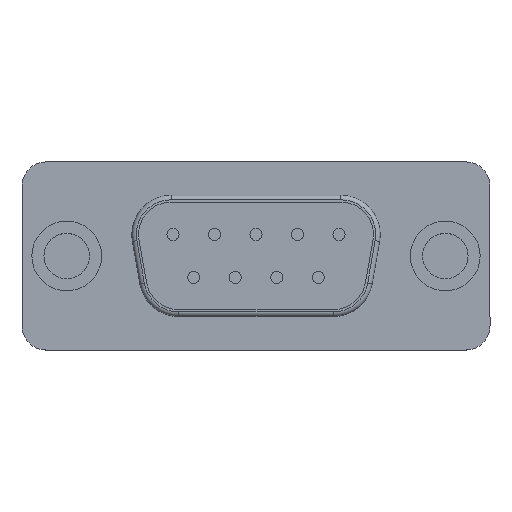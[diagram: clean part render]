
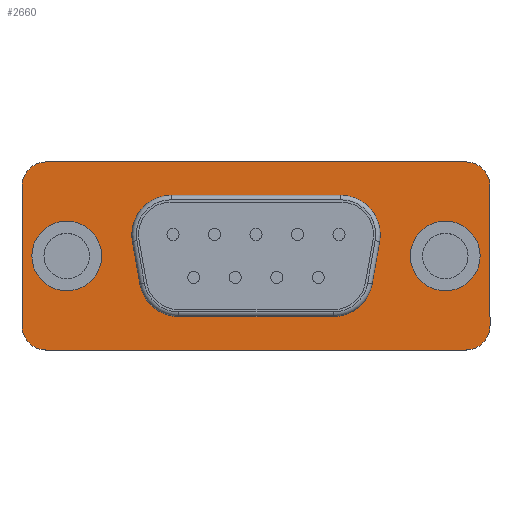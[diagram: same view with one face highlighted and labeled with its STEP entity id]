
A CAD part, top view. The second image highlights one B-rep face of the part: STEP entity #2660.
In plain terms, the highlighted planar face has unit normal (0, 0, 1).
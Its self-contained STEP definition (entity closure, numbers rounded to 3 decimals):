
#2254=CARTESIAN_POINT('',(13.995,0.,6.9));
#2255=VERTEX_POINT('',#2254);
#2264=CARTESIAN_POINT('',(10.995,0.,6.9));
#2265=VERTEX_POINT('',#2264);
#2266=CARTESIAN_POINT('',(12.495,0.,6.9));
#2267=DIRECTION('',(0.0,0.0,-1.0));
#2268=DIRECTION('',(1.0,0.0,0.0));
#2269=AXIS2_PLACEMENT_3D('',#2266,#2267,#2268);
#2270=CIRCLE('',#2269,1.5);
#2271=EDGE_CURVE('',#2265,#2255,#2270,.T.);
#2296=CARTESIAN_POINT('',(-10.995,0.,6.9));
#2297=VERTEX_POINT('',#2296);
#2306=CARTESIAN_POINT('',(-13.995,0.,6.9));
#2307=VERTEX_POINT('',#2306);
#2308=CARTESIAN_POINT('',(-12.495,0.,6.9));
#2309=DIRECTION('',(0.0,0.0,-1.0));
#2310=DIRECTION('',(1.0,0.0,0.0));
#2311=AXIS2_PLACEMENT_3D('',#2308,#2309,#2310);
#2312=CIRCLE('',#2311,1.5);
#2313=EDGE_CURVE('',#2307,#2297,#2312,.T.);
#2347=CARTESIAN_POINT('',(-12.495,0.,6.9));
#2348=DIRECTION('',(0.0,0.0,-1.0));
#2349=DIRECTION('',(1.0,0.0,0.0));
#2350=AXIS2_PLACEMENT_3D('',#2347,#2348,#2349);
#2351=CIRCLE('',#2350,1.5);
#2352=EDGE_CURVE('',#2297,#2307,#2351,.T.);
#2371=CARTESIAN_POINT('',(12.495,0.,6.9));
#2372=DIRECTION('',(0.0,0.0,-1.0));
#2373=DIRECTION('',(1.0,0.0,0.0));
#2374=AXIS2_PLACEMENT_3D('',#2371,#2372,#2373);
#2375=CIRCLE('',#2374,1.5);
#2376=EDGE_CURVE('',#2255,#2265,#2375,.T.);
#2397=CARTESIAN_POINT('',(15.445,-4.61,6.9));
#2398=VERTEX_POINT('',#2397);
#2405=CARTESIAN_POINT('',(13.845,-6.21,6.9));
#2406=VERTEX_POINT('',#2405);
#2407=CARTESIAN_POINT('',(13.845,-4.61,6.9));
#2408=DIRECTION('',(0.0,0.0,-1.0));
#2409=DIRECTION('',(0.707,-0.707,0.0));
#2410=AXIS2_PLACEMENT_3D('',#2407,#2408,#2409);
#2411=CIRCLE('',#2410,1.6);
#2412=EDGE_CURVE('',#2398,#2406,#2411,.T.);
#2436=CARTESIAN_POINT('',(15.445,4.61,6.9));
#2437=VERTEX_POINT('',#2436);
#2444=CARTESIAN_POINT('',(15.445,4.61,6.9));
#2445=DIRECTION('',(0.0,-1.0,0.0));
#2446=VECTOR('',#2445,9.22);
#2447=LINE('',#2444,#2446);
#2448=EDGE_CURVE('',#2437,#2398,#2447,.T.);
#2468=CARTESIAN_POINT('',(13.845,6.21,6.9));
#2469=VERTEX_POINT('',#2468);
#2476=CARTESIAN_POINT('',(13.845,4.61,6.9));
#2477=DIRECTION('',(0.0,0.0,-1.0));
#2478=DIRECTION('',(0.707,0.707,0.0));
#2479=AXIS2_PLACEMENT_3D('',#2476,#2477,#2478);
#2480=CIRCLE('',#2479,1.6);
#2481=EDGE_CURVE('',#2469,#2437,#2480,.T.);
#2500=CARTESIAN_POINT('',(-13.845,6.21,6.9));
#2501=VERTEX_POINT('',#2500);
#2508=CARTESIAN_POINT('',(-13.845,6.21,6.9));
#2509=DIRECTION('',(1.0,0.0,0.0));
#2510=VECTOR('',#2509,27.69);
#2511=LINE('',#2508,#2510);
#2512=EDGE_CURVE('',#2501,#2469,#2511,.T.);
#2532=CARTESIAN_POINT('',(-15.445,4.61,6.9));
#2533=VERTEX_POINT('',#2532);
#2540=CARTESIAN_POINT('',(-13.845,4.61,6.9));
#2541=DIRECTION('',(0.0,0.0,-1.0));
#2542=DIRECTION('',(-0.707,0.707,0.0));
#2543=AXIS2_PLACEMENT_3D('',#2540,#2541,#2542);
#2544=CIRCLE('',#2543,1.6);
#2545=EDGE_CURVE('',#2533,#2501,#2544,.T.);
#2564=CARTESIAN_POINT('',(-15.445,-4.61,6.9));
#2565=VERTEX_POINT('',#2564);
#2572=CARTESIAN_POINT('',(-15.445,-4.61,6.9));
#2573=DIRECTION('',(0.0,1.0,0.0));
#2574=VECTOR('',#2573,9.22);
#2575=LINE('',#2572,#2574);
#2576=EDGE_CURVE('',#2565,#2533,#2575,.T.);
#2596=CARTESIAN_POINT('',(-13.845,-6.21,6.9));
#2597=VERTEX_POINT('',#2596);
#2604=CARTESIAN_POINT('',(-13.845,-4.61,6.9));
#2605=DIRECTION('',(0.0,0.0,-1.0));
#2606=DIRECTION('',(-0.707,-0.707,0.0));
#2607=AXIS2_PLACEMENT_3D('',#2604,#2605,#2606);
#2608=CIRCLE('',#2607,1.6);
#2609=EDGE_CURVE('',#2597,#2565,#2608,.T.);
#2627=CARTESIAN_POINT('',(13.845,-6.21,6.9));
#2628=DIRECTION('',(-1.0,0.0,0.0));
#2629=VECTOR('',#2628,27.69);
#2630=LINE('',#2627,#2629);
#2631=EDGE_CURVE('',#2406,#2597,#2630,.T.);
#2637=CARTESIAN_POINT('',(0.0,0.,6.9));
#2638=DIRECTION('',(0.0,0.0,1.0));
#2639=DIRECTION('',(1.0,0.0,0.0));
#2640=AXIS2_PLACEMENT_3D('',#2637,#2638,#2639);
#2641=PLANE('',#2640);
#2642=ORIENTED_EDGE('',*,*,#2631,.F.);
#2643=ORIENTED_EDGE('',*,*,#2412,.F.);
#2644=ORIENTED_EDGE('',*,*,#2448,.F.);
#2645=ORIENTED_EDGE('',*,*,#2481,.F.);
#2646=ORIENTED_EDGE('',*,*,#2512,.F.);
#2647=ORIENTED_EDGE('',*,*,#2545,.F.);
#2648=ORIENTED_EDGE('',*,*,#2576,.F.);
#2649=ORIENTED_EDGE('',*,*,#2609,.F.);
#2650=EDGE_LOOP('',(#2642,#2643,#2644,#2645,#2646,#2647,#2648,#2649));
#2651=FACE_OUTER_BOUND('',#2650,.T.);
#2652=ORIENTED_EDGE('',*,*,#2313,.T.);
#2653=ORIENTED_EDGE('',*,*,#2352,.T.);
#2654=EDGE_LOOP('',(#2652,#2653));
#2655=FACE_BOUND('',#2654,.T.);
#2656=ORIENTED_EDGE('',*,*,#2271,.T.);
#2657=ORIENTED_EDGE('',*,*,#2376,.T.);
#2658=EDGE_LOOP('',(#2656,#2657));
#2659=FACE_BOUND('',#2658,.T.);
#2660=ADVANCED_FACE('',(#2651,#2655,#2659),#2641,.T.);
